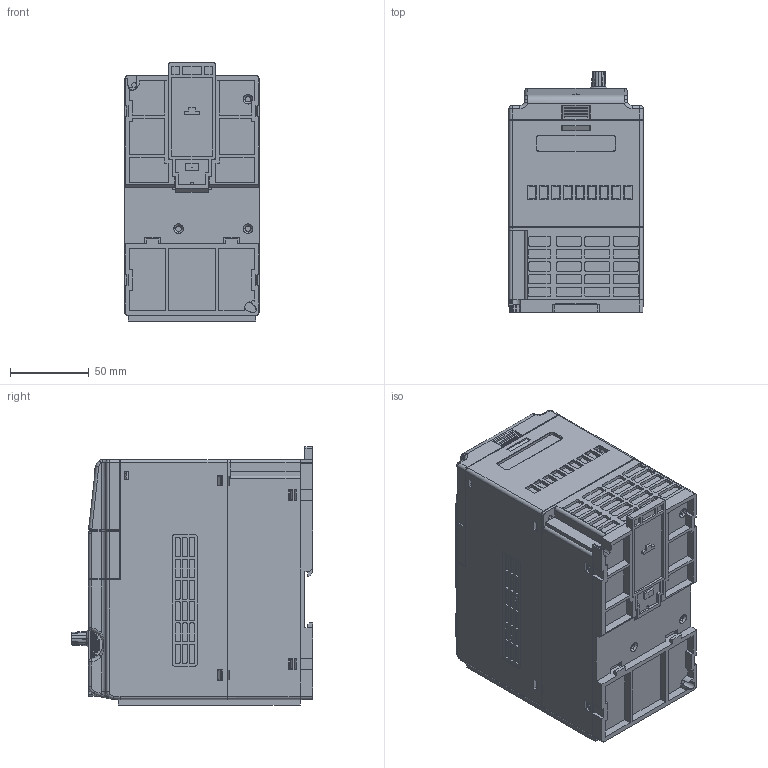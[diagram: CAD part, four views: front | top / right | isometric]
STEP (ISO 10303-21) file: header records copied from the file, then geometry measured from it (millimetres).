
FILE_DESCRIPTION (( 'STEP AP203' ), '1' );
FILE_NAME ('À150_ãàáàðèò 1.STEP', '2023-08-24T12:15:21', ( '' ), ( '' ), 'SwSTEP 2.0', 'SolidWorks 2022', '' );
FILE_SCHEMA (( 'CONFIG_CONTROL_DESIGN' ));
Products named in the file (1): А150_габарит 1
Bounding box: 85 x 152.9 x 163.49 mm (x, y, z)
Volume: 1582791.6 mm3; surface area: 217388.5 mm2
Topology: 1 solids, 4 shells, 2331 faces, 6494 edges, 4168 vertices
Faces by surface type: plane 1629, cylinder 513, cone 89, torus 88, bspline 6, sphere 6
Entity records: 76411 total; most frequent: CARTESIAN_POINT 15416, ORIENTED_EDGE 12976, DIRECTION 12308, EDGE_CURVE 6488, LINE 5070, VECTOR 5070, VERTEX_POINT 4168, AXIS2_PLACEMENT_3D 3619
